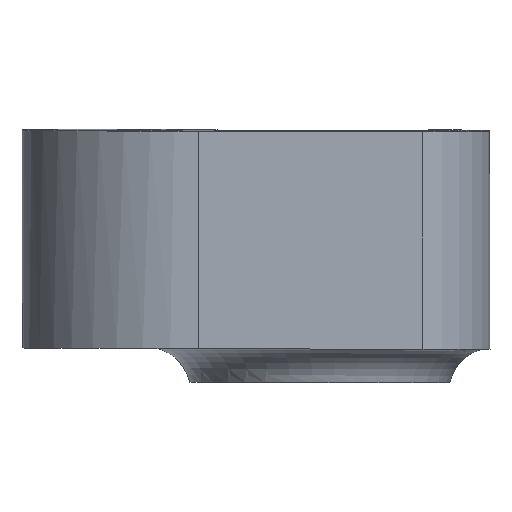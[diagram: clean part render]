
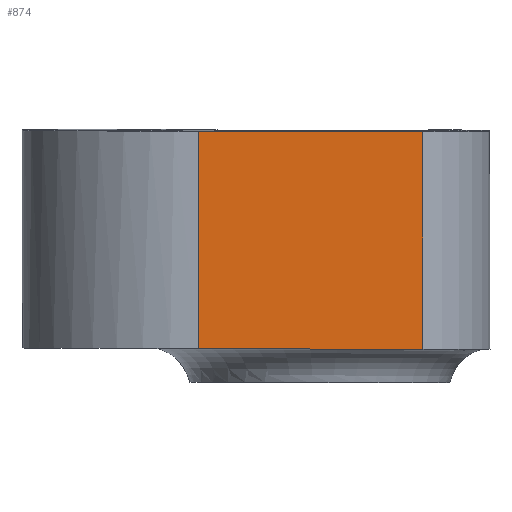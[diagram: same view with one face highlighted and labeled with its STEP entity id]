
A CAD part, front view. The second image highlights one B-rep face of the part: STEP entity #874.
In plain terms, the highlighted planar face has unit normal (0, -1, 0.001).
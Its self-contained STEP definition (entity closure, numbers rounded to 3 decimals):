
#77=LINE('',#2218,#118);
#78=LINE('',#2226,#119);
#83=LINE('',#2238,#124);
#84=LINE('',#2239,#125);
#118=VECTOR('',#1109,10.);
#119=VECTOR('',#1118,10.);
#124=VECTOR('',#1131,10.);
#125=VECTOR('',#1132,10.);
#147=PLANE('',#961);
#186=FACE_OUTER_BOUND('',#238,.T.);
#238=EDGE_LOOP('',(#711,#712,#713,#714));
#390=VERTEX_POINT('',#2215);
#391=VERTEX_POINT('',#2217);
#393=VERTEX_POINT('',#2223);
#397=VERTEX_POINT('',#2237);
#504=EDGE_CURVE('',#391,#390,#77,.T.);
#508=EDGE_CURVE('',#390,#393,#78,.T.);
#514=EDGE_CURVE('',#393,#397,#83,.T.);
#515=EDGE_CURVE('',#397,#391,#84,.T.);
#711=ORIENTED_EDGE('',*,*,#508,.T.);
#712=ORIENTED_EDGE('',*,*,#514,.T.);
#713=ORIENTED_EDGE('',*,*,#515,.T.);
#714=ORIENTED_EDGE('',*,*,#504,.T.);
#874=ADVANCED_FACE('',(#186),#147,.T.);
#961=AXIS2_PLACEMENT_3D('',#2236,#1129,#1130);
#1109=DIRECTION('',(-1.,0.,0.002));
#1118=DIRECTION('',(0.001,-0.001,-1.));
#1129=DIRECTION('center_axis',(0.,-1.,
0.001));
#1130=DIRECTION('ref_axis',(0.,-0.001,-1.));
#1131=DIRECTION('',(1.,0.,-0.002));
#1132=DIRECTION('',(-0.001,0.001,1.));
#2215=CARTESIAN_POINT('',(-61.362,-18.056,3.416));
#2217=CARTESIAN_POINT('',(-56.199,-18.056,3.404));
#2218=CARTESIAN_POINT('',(-60.401,-18.056,3.413));
#2223=CARTESIAN_POINT('',(-61.356,-18.062,-1.585));
#2226=CARTESIAN_POINT('',(-61.344,-18.074,-11.569));
#2236=CARTESIAN_POINT('Origin',(-64.392,-18.065,-4.073));
#2237=CARTESIAN_POINT('',(-56.193,-18.062,-1.596));
#2238=CARTESIAN_POINT('',(-56.839,-18.062,-1.595));
#2239=CARTESIAN_POINT('',(-56.181,-18.074,-11.563));
